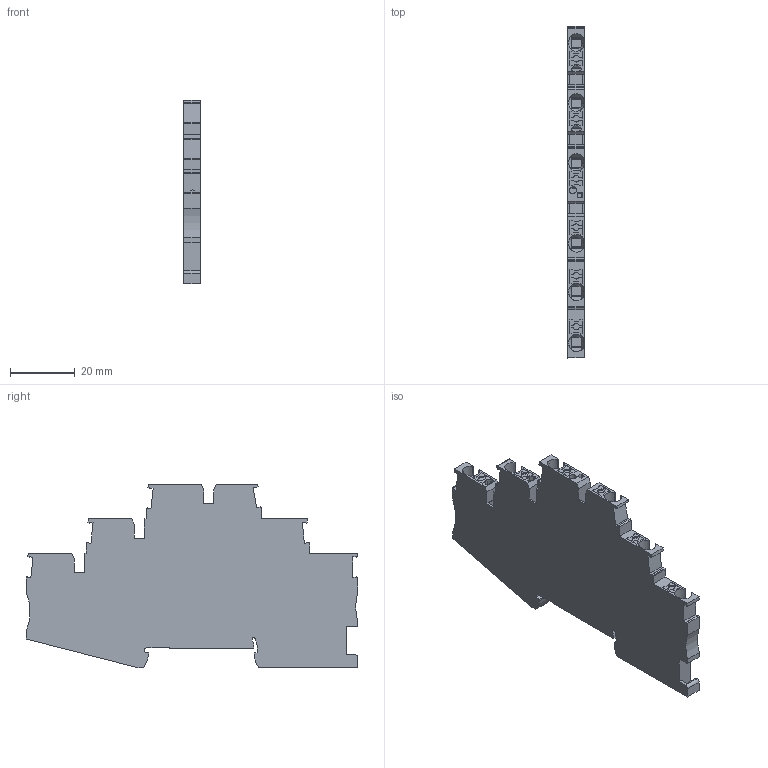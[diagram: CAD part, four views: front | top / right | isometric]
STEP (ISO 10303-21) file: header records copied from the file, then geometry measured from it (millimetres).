
FILE_DESCRIPTION(('Creo Elements/Direct Modeling STEP Export'),'2;1');
FILE_NAME('model.stp','2019-01-30T11:37:14',(''),(''),'Creo Elements/Direct Modeling STEP processor for AP214 (Solid Model)','Creo Elements/Direct Modeling 18.1I 14-Aug-2016 (C) Parametric Technology GmbH','');
FILE_SCHEMA(('AUTOMOTIVE_DESIGN { 1 0 10303 214 1 1 1 1 }'));
Length unit declared in the file: millimetre
Products named in the file (2): 3210512_PT_2.5_3PV-select
Assembly tree (1 placements, depth 2):
  3210512_PT_2.5_3PV-select
    3210512_PT_2.5_3PV-select
Bounding box: 5.15 x 102.2 x 56.45 mm (x, y, z)
Volume: 19585.3 mm3; surface area: 12172.4 mm2
Topology: 1 solids, 1 shells, 403 faces, 1164 edges, 773 vertices
Faces by surface type: plane 335, cylinder 44, torus 12, extrusion 6, cone 6
Entity records: 20315 total; most frequent: CARTESIAN_POINT 6437, ORIENTED_EDGE 2328, DIRECTION 1993, EDGE_CURVE 1164, VECTOR 973, LINE 967, VERTEX_POINT 773, AXIS2_PLACEMENT_3D 510
